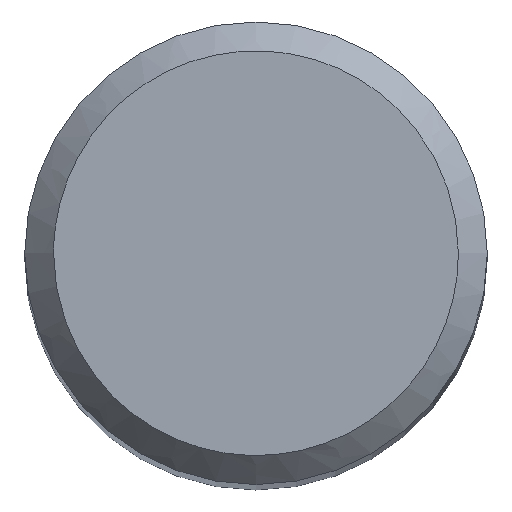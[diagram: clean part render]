
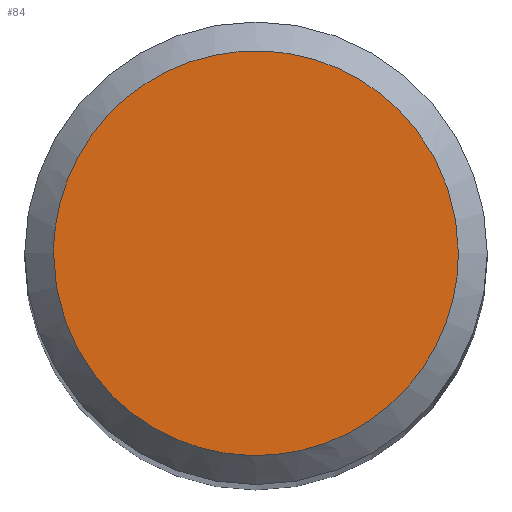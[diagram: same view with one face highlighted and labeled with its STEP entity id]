
A CAD part, top view. The second image highlights one B-rep face of the part: STEP entity #84.
In plain terms, the highlighted planar face has unit normal (0, 0, 1).
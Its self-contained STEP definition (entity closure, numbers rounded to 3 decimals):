
#29=FACE_OUTER_BOUND('',#35,.T.);
#35=EDGE_LOOP('',(#66,#67));
#40=B_SPLINE_CURVE_WITH_KNOTS('',3,(#174,#175,#176,#177,#178,#179,#180,
#181,#182,#183,#184,#185,#186,#187,#188,#189,#190,#191,#192,#193,#194,#195),
 .UNSPECIFIED.,.F.,.F.,(4,2,2,2,2,2,2,2,2,2,4),(0.,0.073,
0.146,0.279,0.412,0.545,
0.678,0.811,0.945,1.017,
1.09),.UNSPECIFIED.);
#41=B_SPLINE_CURVE_WITH_KNOTS('',3,(#196,#197,#198,#199,#200,#201,#202,
#203,#204,#205,#206,#207,#208,#209,#210,#211,#212,#213,#214,#215,#216,#217),
 .UNSPECIFIED.,.F.,.F.,(4,2,2,2,2,2,2,2,2,2,4),(0.,0.073,
0.145,0.279,0.413,0.546,
0.679,0.812,0.946,1.019,
1.092),.UNSPECIFIED.);
#48=VERTEX_POINT('',#172);
#49=VERTEX_POINT('',#173);
#56=EDGE_CURVE('',#48,#49,#40,.T.);
#57=EDGE_CURVE('',#49,#48,#41,.T.);
#66=ORIENTED_EDGE('',*,*,#56,.T.);
#67=ORIENTED_EDGE('',*,*,#57,.T.);
#81=PLANE('',#95);
#84=ADVANCED_FACE('',(#29),#81,.T.);
#95=AXIS2_PLACEMENT_3D('',#171,#110,#111);
#110=DIRECTION('center_axis',(0.,0.,1.));
#111=DIRECTION('ref_axis',(1.,0.,0.));
#171=CARTESIAN_POINT('Origin',(-4.8,-4.8,55.));
#172=CARTESIAN_POINT('',(3.5,0.,55.));
#173=CARTESIAN_POINT('',(-3.5,0.,55.));
#174=CARTESIAN_POINT('Ctrl Pts',(3.5,0.,55.));
#175=CARTESIAN_POINT('Ctrl Pts',(3.5,0.243,55.));
#176=CARTESIAN_POINT('Ctrl Pts',(3.474,0.487,55.));
#177=CARTESIAN_POINT('Ctrl Pts',(3.373,0.962,55.));
#178=CARTESIAN_POINT('Ctrl Pts',(3.298,1.196,55.));
#179=CARTESIAN_POINT('Ctrl Pts',(3.018,1.829,55.));
#180=CARTESIAN_POINT('Ctrl Pts',(2.757,2.203,55.));
#181=CARTESIAN_POINT('Ctrl Pts',(2.112,2.826,55.));
#182=CARTESIAN_POINT('Ctrl Pts',(1.729,3.076,55.));
#183=CARTESIAN_POINT('Ctrl Pts',(0.898,3.413,55.));
#184=CARTESIAN_POINT('Ctrl Pts',(0.449,3.5,55.));
#185=CARTESIAN_POINT('Ctrl Pts',(-0.449,3.5,55.));
#186=CARTESIAN_POINT('Ctrl Pts',(-0.898,3.412,55.));
#187=CARTESIAN_POINT('Ctrl Pts',(-1.731,3.075,55.));
#188=CARTESIAN_POINT('Ctrl Pts',(-2.114,2.825,55.));
#189=CARTESIAN_POINT('Ctrl Pts',(-2.76,2.2,55.));
#190=CARTESIAN_POINT('Ctrl Pts',(-3.021,1.823,55.));
#191=CARTESIAN_POINT('Ctrl Pts',(-3.3,1.19,55.));
#192=CARTESIAN_POINT('Ctrl Pts',(-3.375,0.958,55.));
#193=CARTESIAN_POINT('Ctrl Pts',(-3.474,0.485,55.));
#194=CARTESIAN_POINT('Ctrl Pts',(-3.5,0.242,55.));
#195=CARTESIAN_POINT('Ctrl Pts',(-3.5,0.,55.));
#196=CARTESIAN_POINT('Ctrl Pts',(-3.5,0.,55.));
#197=CARTESIAN_POINT('Ctrl Pts',(-3.5,-0.242,55.));
#198=CARTESIAN_POINT('Ctrl Pts',(-3.474,-0.485,55.));
#199=CARTESIAN_POINT('Ctrl Pts',(-3.375,-0.958,55.));
#200=CARTESIAN_POINT('Ctrl Pts',(-3.3,-1.19,55.));
#201=CARTESIAN_POINT('Ctrl Pts',(-3.021,-1.823,55.));
#202=CARTESIAN_POINT('Ctrl Pts',(-2.76,-2.2,55.));
#203=CARTESIAN_POINT('Ctrl Pts',(-2.114,-2.825,55.));
#204=CARTESIAN_POINT('Ctrl Pts',(-1.731,-3.075,55.));
#205=CARTESIAN_POINT('Ctrl Pts',(-0.898,-3.412,55.));
#206=CARTESIAN_POINT('Ctrl Pts',(-0.449,-3.5,55.));
#207=CARTESIAN_POINT('Ctrl Pts',(0.449,-3.5,55.));
#208=CARTESIAN_POINT('Ctrl Pts',(0.898,-3.413,55.));
#209=CARTESIAN_POINT('Ctrl Pts',(1.729,-3.076,55.));
#210=CARTESIAN_POINT('Ctrl Pts',(2.112,-2.826,55.));
#211=CARTESIAN_POINT('Ctrl Pts',(2.757,-2.203,55.));
#212=CARTESIAN_POINT('Ctrl Pts',(3.018,-1.829,55.));
#213=CARTESIAN_POINT('Ctrl Pts',(3.298,-1.196,55.));
#214=CARTESIAN_POINT('Ctrl Pts',(3.373,-0.962,55.));
#215=CARTESIAN_POINT('Ctrl Pts',(3.474,-0.487,55.));
#216=CARTESIAN_POINT('Ctrl Pts',(3.5,-0.243,55.));
#217=CARTESIAN_POINT('Ctrl Pts',(3.5,0.,55.));
